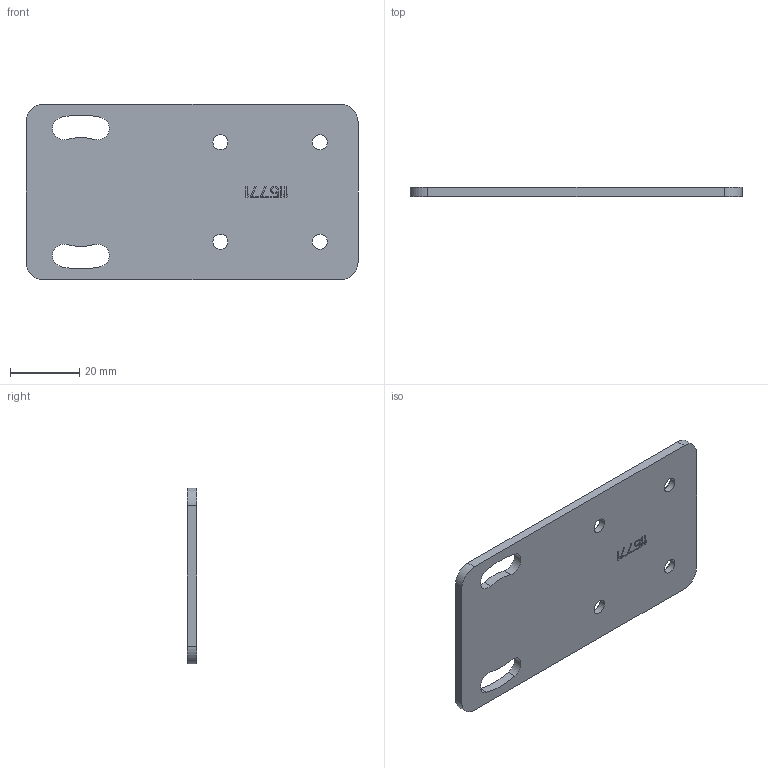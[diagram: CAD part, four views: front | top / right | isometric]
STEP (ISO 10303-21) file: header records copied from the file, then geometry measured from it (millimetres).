
FILE_DESCRIPTION((''),'2;1');
FILE_NAME('155395_SW','2011-05-05T',('banengservice'),('BANNER ENGINEERING'),'PRO/ENGINEER BY PARAMETRIC TECHNOLOGY CORPORATION, 2009141','PRO/ENGINEER BY PARAMETRIC TECHNOLOGY CORPORATION, 2009141','');
FILE_SCHEMA(('CONFIG_CONTROL_DESIGN'));
Length unit declared in the file: inch
Products named in the file (1): 155395_SW
Bounding box: 96.01 x 2.64 x 50.8 mm (x, y, z)
Volume: 12097 mm3; surface area: 10337.1 mm2
Topology: 1 solids, 1 shells, 119 faces, 321 edges, 214 vertices
Faces by surface type: plane 91, cylinder 28
Entity records: 3775 total; most frequent: CARTESIAN_POINT 654, ORIENTED_EDGE 642, DIRECTION 615, EDGE_CURVE 321, VECTOR 265, LINE 265, VERTEX_POINT 214, AXIS2_PLACEMENT_3D 175
